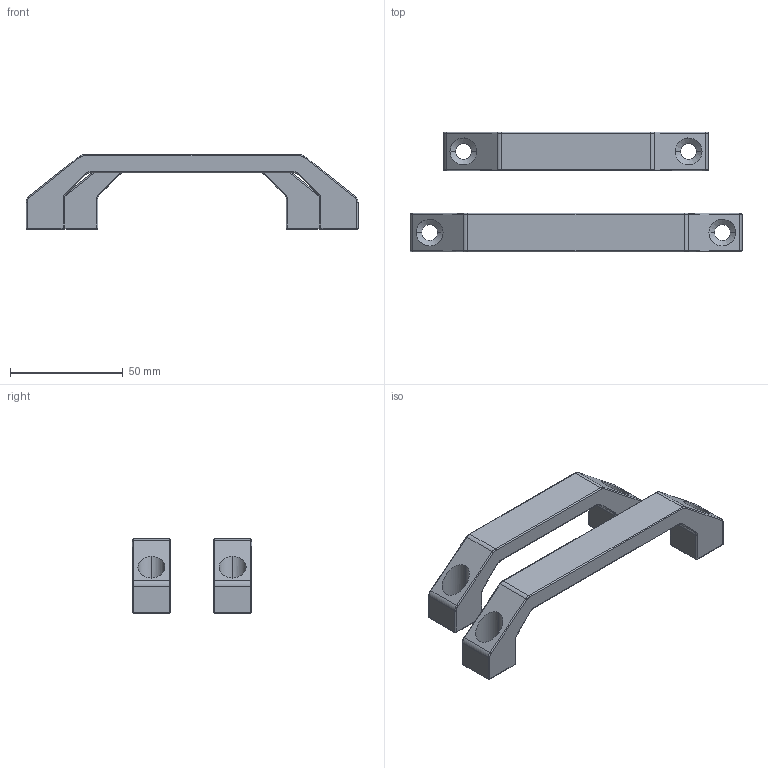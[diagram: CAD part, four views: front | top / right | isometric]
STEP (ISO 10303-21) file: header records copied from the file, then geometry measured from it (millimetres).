
FILE_DESCRIPTION(/* description */ (''),/* implementation_level */ '2;1');
FILE_NAME(/* name */ 'LS520',/* time_stamp */ '2025-01-20T10:08:09+08:00',/* author */ (''),/* organization */ (''),/* preprocessor_version */ 'ST-DEVELOPER v19.2',/* originating_system */ 'Rhino 8.5',/* authorisation */ '');
FILE_SCHEMA (('CONFIG_CONTROL_DESIGN'));
Length unit declared in the file: millimetre
Products named in the file (1): Document
Bounding box: 147.5 x 53.05 x 33 mm (x, y, z)
Volume: 43821.2 mm3; surface area: 19774.5 mm2
Topology: 2 solids, 2 shells, 172 faces, 376 edges, 208 vertices
Faces by surface type: cylinder 88, bspline 56, plane 28
Entity records: 5560 total; most frequent: CARTESIAN_POINT 2128, ORIENTED_EDGE 752, DIRECTION 516, EDGE_CURVE 376, AXIS2_PLACEMENT_3D 316, VERTEX_POINT 208, TRIMMED_CURVE 198, CIRCLE 198
